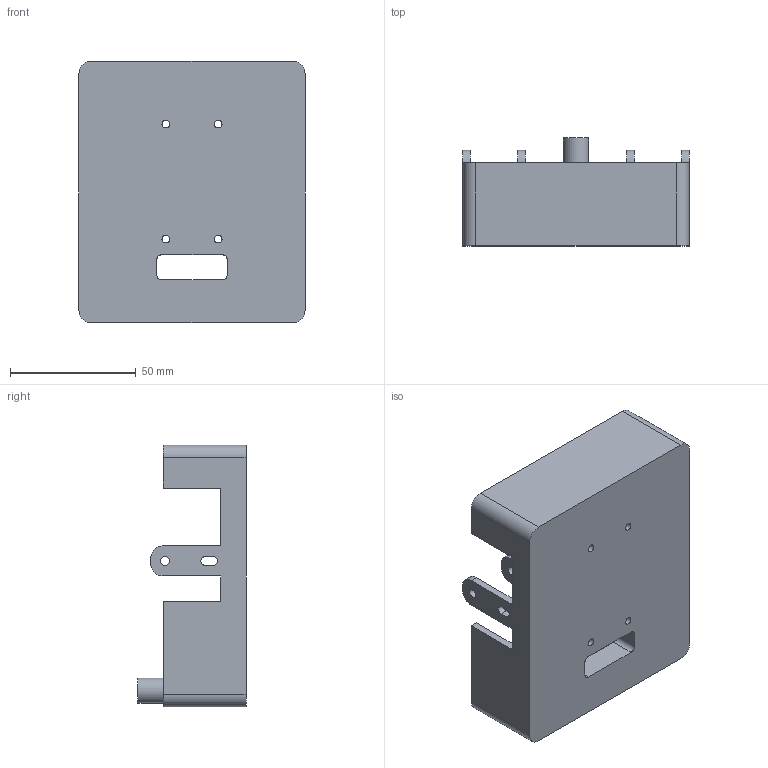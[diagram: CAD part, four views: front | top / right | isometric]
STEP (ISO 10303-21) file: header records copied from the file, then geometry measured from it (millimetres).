
FILE_DESCRIPTION(/* description */ (''),/* implementation_level */ '2;1');
FILE_NAME(/* name */ '5f964b86a3d5ff162c137661',/* time_stamp */ '2020-10-26T04:07:36+00:00',/* author */ (''),/* organization */ (''),/* preprocessor_version */ 'ST-DEVELOPER v16.7',/* originating_system */ $,/* authorisation */ $);
FILE_SCHEMA (('AUTOMOTIVE_DESIGN {1 0 10303 214 3 1 1}'));
Length unit declared in the file: metre
Products named in the file (1): Part 19
Bounding box: 90 x 43 x 104.2 mm (x, y, z)
Volume: 114954.3 mm3; surface area: 40481.8 mm2
Topology: 1 solids, 1 shells, 124 faces, 361 edges, 241 vertices
Faces by surface type: plane 68, cylinder 56
Full cylindrical faces by diameter (mm): 3 x4, 3.53 x4, 5 x1, 10 x1
Entity records: 4148 total; most frequent: CARTESIAN_POINT 715, DIRECTION 712, ORIENTED_EDGE 700, EDGE_CURVE 350, VERTEX_POINT 240, LINE 238, VECTOR 238, AXIS2_PLACEMENT_3D 237
